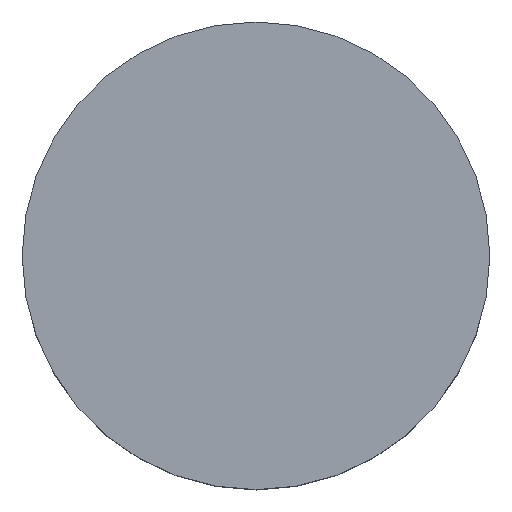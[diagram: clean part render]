
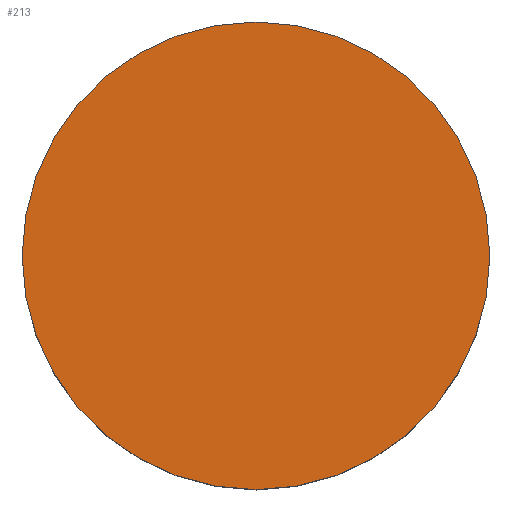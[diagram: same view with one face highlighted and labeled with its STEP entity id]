
A CAD part, top view. The second image highlights one B-rep face of the part: STEP entity #213.
In plain terms, the highlighted planar face has unit normal (0, 0, 1).
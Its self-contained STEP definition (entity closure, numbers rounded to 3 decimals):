
#1 = EDGE_CURVE ( 'NONE', #23, #105, #79, .T. ) ;
#20 = PLANE ( 'NONE',  #174 ) ;
#23 = VERTEX_POINT ( 'NONE', #144 ) ;
#26 = CARTESIAN_POINT ( 'NONE',  ( 0., 0., 4.5 ) ) ;
#45 = EDGE_LOOP ( 'NONE', ( #163, #93 ) ) ;
#48 = CIRCLE ( 'NONE', #169, 2.5 ) ;
#51 = DIRECTION ( 'NONE',  ( 0., -1., 0. ) ) ;
#58 = DIRECTION ( 'NONE',  ( 0., 0., 1. ) ) ;
#70 = DIRECTION ( 'NONE',  ( 0., 0., 1. ) ) ;
#79 = CIRCLE ( 'NONE', #214, 2.5 ) ;
#93 = ORIENTED_EDGE ( 'NONE', *, *, #1, .T. ) ;
#99 = EDGE_CURVE ( 'NONE', #105, #23, #48, .T. ) ;
#105 = VERTEX_POINT ( 'NONE', #223 ) ;
#122 = CARTESIAN_POINT ( 'NONE',  ( 0., 0., 4.5 ) ) ;
#133 = CARTESIAN_POINT ( 'NONE',  ( 0., 0., 4.5 ) ) ;
#144 = CARTESIAN_POINT ( 'NONE',  ( 0., 2.5, 4.5 ) ) ;
#163 = ORIENTED_EDGE ( 'NONE', *, *, #99, .T. ) ;
#169 = AXIS2_PLACEMENT_3D ( 'NONE', #133, #58, #248 ) ;
#174 = AXIS2_PLACEMENT_3D ( 'NONE', #122, #192, #177 ) ;
#177 = DIRECTION ( 'NONE',  ( 0., 1., 0. ) ) ;
#192 = DIRECTION ( 'NONE',  ( 0., 0., -1. ) ) ;
#211 = FACE_OUTER_BOUND ( 'NONE', #45, .T. ) ;
#213 = ADVANCED_FACE ( 'NONE', ( #211 ), #20, .F. ) ;
#214 = AXIS2_PLACEMENT_3D ( 'NONE', #26, #70, #51 ) ;
#223 = CARTESIAN_POINT ( 'NONE',  ( 0., -2.5, 4.5 ) ) ;
#248 = DIRECTION ( 'NONE',  ( 0., -1., 0. ) ) ;
